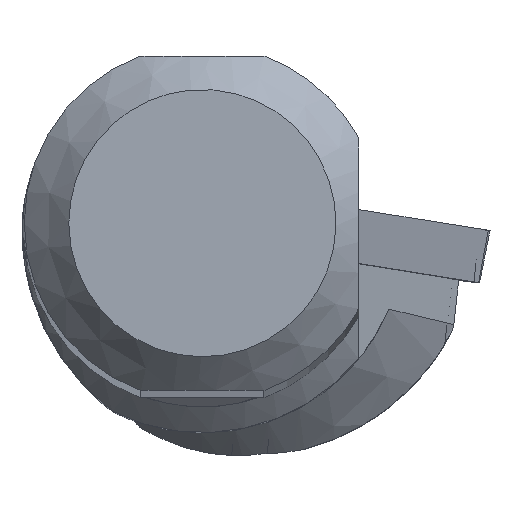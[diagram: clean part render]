
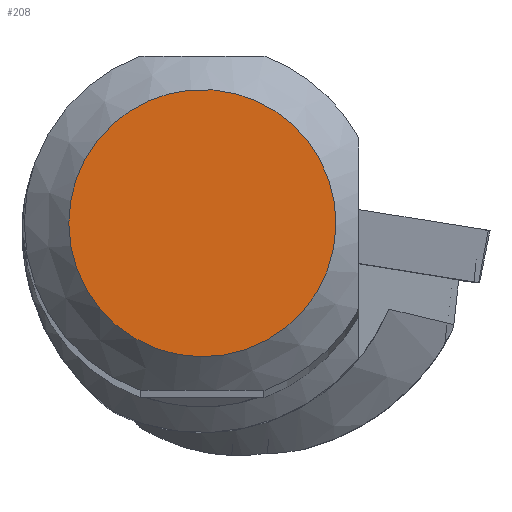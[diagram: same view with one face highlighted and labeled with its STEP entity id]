
A CAD part, top view. The second image highlights one B-rep face of the part: STEP entity #208.
In plain terms, the highlighted planar face has unit normal (0, 0, 1).
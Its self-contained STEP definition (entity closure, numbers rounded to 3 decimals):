
#161=FACE_OUTER_BOUND('',#416,.T.);
#208=ADVANCED_FACE('',(#161),#239,.T.);
#239=PLANE('',#1101);
#416=EDGE_LOOP('',(#592));
#592=ORIENTED_EDGE('',*,*,#883,.F.);
#774=VERTEX_POINT('',#1877);
#883=EDGE_CURVE('',#774,#774,#935,.T.);
#935=CIRCLE('',#1100,5.993);
#1100=AXIS2_PLACEMENT_3D('',#1876,#1323,#1324);
#1101=AXIS2_PLACEMENT_3D('',#1878,#1325,#1326);
#1323=DIRECTION('',(0.,0.,-1.));
#1324=DIRECTION('',(-1.,0.,0.));
#1325=DIRECTION('',(0.,0.,1.));
#1326=DIRECTION('',(-1.,0.,0.));
#1876=CARTESIAN_POINT('',(0.,0.,0.));
#1877=CARTESIAN_POINT('',(-5.993,0.,0.));
#1878=CARTESIAN_POINT('',(0.,0.,
0.));
